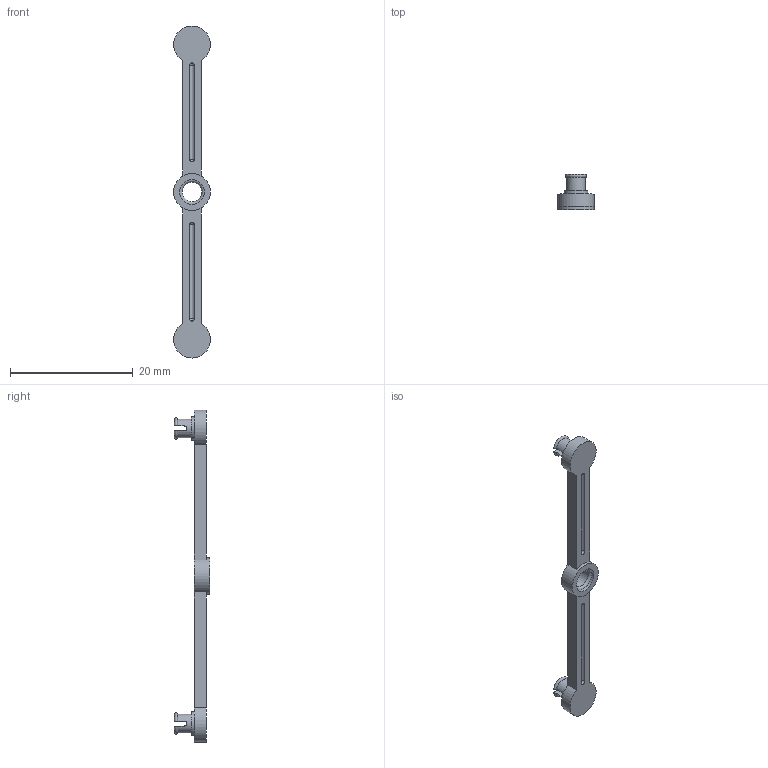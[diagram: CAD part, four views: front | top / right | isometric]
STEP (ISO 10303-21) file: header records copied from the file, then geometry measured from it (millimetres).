
FILE_DESCRIPTION(/* description */ ('STEP AP242','CAx-IF Rec.Pracs.---Representation and Presentation of Product Manufacturing Information (PMI)---4.0---2014-10-13','CAx-IF Rec.Pracs.---3D Tessellated Geometry---0.4---2014-09-14','2;1'),/* implementation_level */ '2;1');
FILE_NAME(/* name */ '68a00533ebc3ad4c82d8b4f6',/* time_stamp */ '2025-08-16T04:12:36Z',/* author */ (''),/* organization */ (''),/* preprocessor_version */ 'ST-DEVELOPER v20',/* originating_system */ 'ONSHAPE BY PTC INC, 1.202',/* authorisation */ ' ');
FILE_SCHEMA (('AP242_MANAGED_MODEL_BASED_3D_ENGINEERING_MIM_LF { 1 0 10303 442 1 1 4 }'));
Length unit declared in the file: metre
Products named in the file (1): coupling_rod
Bounding box: 6 x 5.7 x 54 mm (x, y, z)
Volume: 412.8 mm3; surface area: 753.3 mm2
Topology: 1 solids, 1 shells, 50 faces, 140 edges, 94 vertices
Faces by surface type: plane 24, cylinder 17, torus 5, sphere 4
Full cylindrical faces by diameter (mm): 1.2 x2, 3.05 x2, 3.2 x1, 3.8 x2, 4 x1, 6 x1
Entity records: 1528 total; most frequent: CARTESIAN_POINT 333, DIRECTION 236, ORIENTED_EDGE 234, EDGE_CURVE 117, AXIS2_PLACEMENT_3D 92, VERTEX_POINT 85, EDGE_LOOP 68, FACE_BOUND 68
